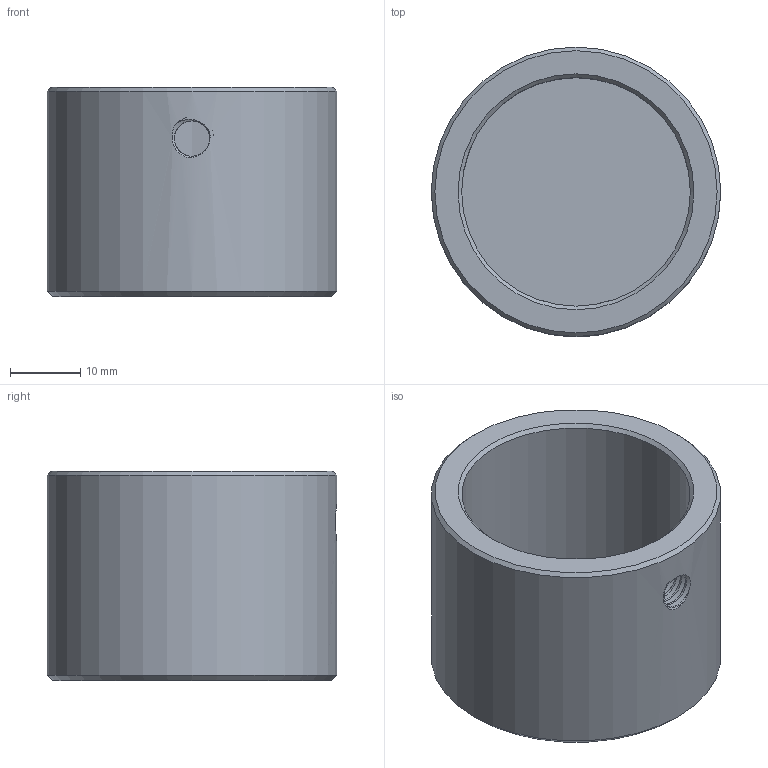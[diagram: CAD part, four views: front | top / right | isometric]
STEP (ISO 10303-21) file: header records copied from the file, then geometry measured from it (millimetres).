
FILE_DESCRIPTION(/* description */ (''),/* implementation_level */ '2;1');
FILE_NAME(/* name */ 'Lens Cap, Large v2.step',/* time_stamp */ '2023-09-05T19:58:48-07:00',/* author */ (''),/* organization */ (''),/* preprocessor_version */ 'ST-DEVELOPER v20',/* originating_system */ 'Autodesk Translation Framework v12.9.0.99',/* authorisation */ '');
FILE_SCHEMA (('AUTOMOTIVE_DESIGN { 1 0 10303 214 3 1 1 }'));
Length unit declared in the file: inch
Products named in the file (2): Lens Cap, Large; Lens Cap, Large_1
Assembly tree (1 placements, depth 2):
  Lens Cap, Large
    Lens Cap, Large_1
Bounding box: 41.15 x 41.15 x 29.72 mm (x, y, z)
Volume: 18262.5 mm3; surface area: 9046.8 mm2
Topology: 1 solids, 1 shells, 22 faces, 56 edges, 37 vertices
Faces by surface type: cylinder 13, plane 4, cone 3, bspline 2
Full cylindrical faces by diameter (mm): 5.035 x2, 6.147 x1, 32.512 x1, 41.148 x1
Entity records: 1349 total; most frequent: CARTESIAN_POINT 820, ORIENTED_EDGE 112, DIRECTION 77, EDGE_CURVE 56, VERTEX_POINT 37, B_SPLINE_CURVE_WITH_KNOTS 33, AXIS2_PLACEMENT_3D 31, EDGE_LOOP 25
